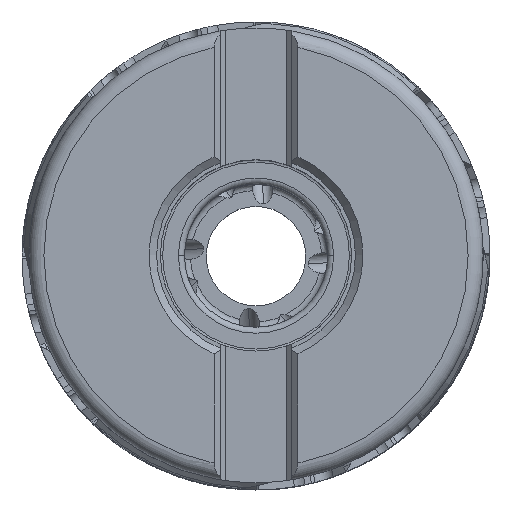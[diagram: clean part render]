
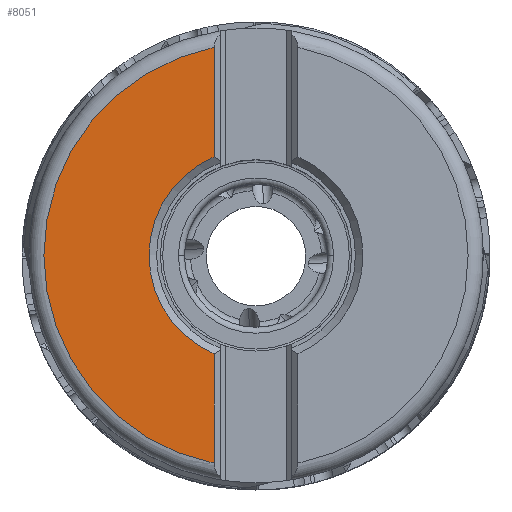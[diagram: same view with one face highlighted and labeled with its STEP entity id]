
A CAD part, top view. The second image highlights one B-rep face of the part: STEP entity #8051.
In plain terms, the highlighted planar face has unit normal (0, 0, 1).
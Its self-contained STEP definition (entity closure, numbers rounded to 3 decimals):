
#432=PLANE('',#36418);
#3097=LINE('',#62165,#4979);
#3098=LINE('',#62167,#4980);
#4979=VECTOR('',#42158,1.);
#4980=VECTOR('',#42159,1.);
#8051=ADVANCED_FACE('',(#9989),#432,.T.);
#9989=FACE_OUTER_BOUND('',#11854,.T.);
#11854=EDGE_LOOP('',(#16733,#16734,#16735,#16736));
#16733=ORIENTED_EDGE('',*,*,#29624,.F.);
#16734=ORIENTED_EDGE('',*,*,#29623,.T.);
#16735=ORIENTED_EDGE('',*,*,#29625,.T.);
#16736=ORIENTED_EDGE('',*,*,#29626,.T.);
#25528=VERTEX_POINT('',#62155);
#25529=VERTEX_POINT('',#62162);
#25530=VERTEX_POINT('',#62166);
#25531=VERTEX_POINT('',#62168);
#29623=EDGE_CURVE('',#25528,#25529,#33485,.T.);
#29624=EDGE_CURVE('',#25528,#25530,#3097,.T.);
#29625=EDGE_CURVE('',#25529,#25531,#3098,.T.);
#29626=EDGE_CURVE('',#25531,#25530,#33486,.T.);
#33485=CIRCLE('',#36415,14.2);
#33486=CIRCLE('',#36417,28.163);
#36415=AXIS2_PLACEMENT_3D('',#62163,#42154,#42155);
#36417=AXIS2_PLACEMENT_3D('',#62169,#42160,#42161);
#36418=AXIS2_PLACEMENT_3D('',#62170,#42162,#42163);
#42154=DIRECTION('',(0.,0.,-1.));
#42155=DIRECTION('',(-0.392,-0.92,0.));
#42158=DIRECTION('',(0.,-1.,0.));
#42159=DIRECTION('',(0.,1.,0.));
#42160=DIRECTION('',(0.,0.,1.));
#42161=DIRECTION('',(-0.198,0.98,0.));
#42162=DIRECTION('',(0.,0.,1.));
#42163=DIRECTION('',(0.,1.,0.));
#62155=CARTESIAN_POINT('',(-5.563,-13.065,0.));
#62162=CARTESIAN_POINT('',(-5.563,13.065,0.));
#62163=CARTESIAN_POINT('',(0.,0.,0.));
#62165=CARTESIAN_POINT('',(-5.563,-13.065,0.));
#62166=CARTESIAN_POINT('',(-5.563,-27.608,0.));
#62167=CARTESIAN_POINT('',(-5.563,13.065,0.));
#62168=CARTESIAN_POINT('',(-5.562,27.608,0.));
#62169=CARTESIAN_POINT('',(0.,0.,0.));
#62170=CARTESIAN_POINT('',(-16.863,0.,0.));
